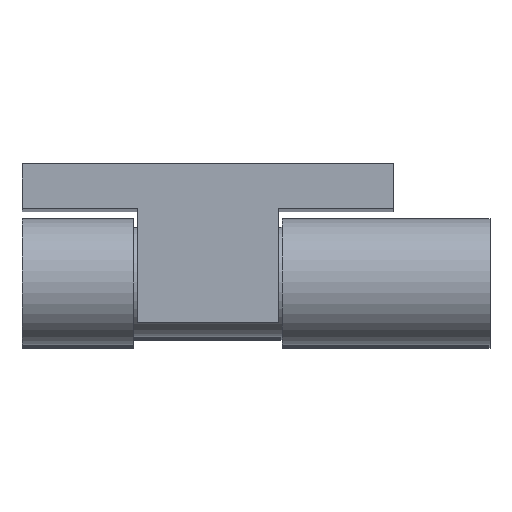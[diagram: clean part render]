
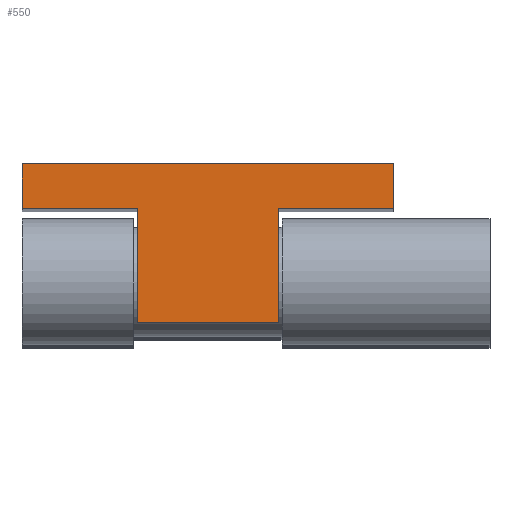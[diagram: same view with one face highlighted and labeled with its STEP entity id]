
A CAD part, top view. The second image highlights one B-rep face of the part: STEP entity #550.
In plain terms, the highlighted planar face has unit normal (0, 0, 1).
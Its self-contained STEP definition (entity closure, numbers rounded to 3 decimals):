
#550=ADVANCED_FACE('',(#1395),#1396,.T.);
#1395=FACE_OUTER_BOUND('',#2592,.T.);
#1396=PLANE('',#2593);
#2592=EDGE_LOOP('',(#4203,#4204,#4205,#4206,#4207,#4208,#4209,#4210));
#2593=AXIS2_PLACEMENT_3D('',#4211,#4212,#4213);
#4203=ORIENTED_EDGE('',*,*,#6956,.F.);
#4204=ORIENTED_EDGE('',*,*,#6976,.F.);
#4205=ORIENTED_EDGE('',*,*,#6972,.F.);
#4206=ORIENTED_EDGE('',*,*,#6968,.F.);
#4207=ORIENTED_EDGE('',*,*,#6810,.F.);
#4208=ORIENTED_EDGE('',*,*,#6852,.F.);
#4209=ORIENTED_EDGE('',*,*,#6966,.F.);
#4210=ORIENTED_EDGE('',*,*,#6961,.F.);
#4211=CARTESIAN_POINT('',(0.,0.854,12.7));
#4212=DIRECTION('',(0.0,0.0,1.0));
#4213=DIRECTION('',(1.0,0.0,0.0));
#6810=EDGE_CURVE('',#8089,#8091,#8092,.T.);
#6852=EDGE_CURVE('',#8162,#8089,#8164,.T.);
#6956=EDGE_CURVE('',#8296,#8297,#8298,.T.);
#6961=EDGE_CURVE('',#8297,#8305,#8306,.T.);
#6966=EDGE_CURVE('',#8305,#8162,#8312,.T.);
#6968=EDGE_CURVE('',#8091,#8314,#8315,.T.);
#6972=EDGE_CURVE('',#8314,#8320,#8321,.T.);
#6976=EDGE_CURVE('',#8320,#8296,#8326,.T.);
#8089=VERTEX_POINT('',#9856);
#8091=VERTEX_POINT('',#9859);
#8092=LINE('',#9860,#9861);
#8162=VERTEX_POINT('',#9961);
#8164=LINE('',#9964,#9965);
#8296=VERTEX_POINT('',#10153);
#8297=VERTEX_POINT('',#10154);
#8298=LINE('',#10155,#10156);
#8305=VERTEX_POINT('',#10166);
#8306=LINE('',#10167,#10168);
#8312=LINE('',#10177,#10178);
#8314=VERTEX_POINT('',#10180);
#8315=LINE('',#10181,#10182);
#8320=VERTEX_POINT('',#10189);
#8321=LINE('',#10190,#10191);
#8326=LINE('',#10198,#10199);
#9856=CARTESIAN_POINT('',(-0.95,-0.55,12.7));
#9859=CARTESIAN_POINT('',(-0.95,0.99,12.7));
#9860=CARTESIAN_POINT('',(-0.95,-0.55,12.7));
#9861=VECTOR('',#11908,1.0);
#9961=CARTESIAN_POINT('',(0.95,-0.55,12.7));
#9964=CARTESIAN_POINT('',(0.95,-0.55,12.7));
#9965=VECTOR('',#11967,1.0);
#10153=CARTESIAN_POINT('',(2.5,1.59,12.7));
#10154=CARTESIAN_POINT('',(2.5,0.99,12.7));
#10155=CARTESIAN_POINT('',(2.5,1.59,12.7));
#10156=VECTOR('',#12051,1.0);
#10166=CARTESIAN_POINT('',(0.95,0.99,12.7));
#10167=CARTESIAN_POINT('',(2.5,0.99,12.7));
#10168=VECTOR('',#12055,1.0);
#10177=CARTESIAN_POINT('',(0.95,0.99,12.7));
#10178=VECTOR('',#12059,1.0);
#10180=CARTESIAN_POINT('',(-2.5,0.99,12.7));
#10181=CARTESIAN_POINT('',(-0.95,0.99,12.7));
#10182=VECTOR('',#12060,1.0);
#10189=CARTESIAN_POINT('',(-2.5,1.59,12.7));
#10190=CARTESIAN_POINT('',(-2.5,0.99,12.7));
#10191=VECTOR('',#12063,1.0);
#10198=CARTESIAN_POINT('',(-2.5,1.59,12.7));
#10199=VECTOR('',#12066,1.0);
#11908=DIRECTION('',(0.,1.0,0.0));
#11967=DIRECTION('',(-1.0,0.0,0.0));
#12051=DIRECTION('',(0.0,-1.0,0.0));
#12055=DIRECTION('',(-1.0,0.0,0.0));
#12059=DIRECTION('',(0.,-1.0,0.0));
#12060=DIRECTION('',(-1.0,0.0,0.0));
#12063=DIRECTION('',(0.0,1.0,0.0));
#12066=DIRECTION('',(1.0,0.0,0.0));
